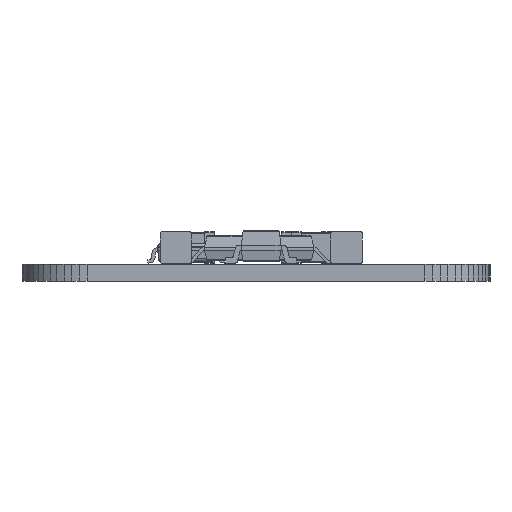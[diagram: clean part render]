
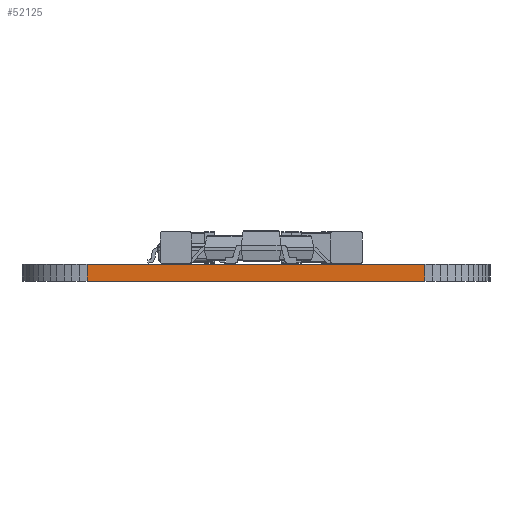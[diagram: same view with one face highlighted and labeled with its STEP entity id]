
A CAD part, front view. The second image highlights one B-rep face of the part: STEP entity #52125.
In plain terms, the highlighted planar face has unit normal (0, -1, 0).
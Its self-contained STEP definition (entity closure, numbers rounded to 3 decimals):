
#44414 = PLANE('',#44415);
#44415 = AXIS2_PLACEMENT_3D('',#44416,#44417,#44418);
#44416 = CARTESIAN_POINT('',(7.62,-23.95,0.68));
#44417 = DIRECTION('',(-0.,-0.,-1.));
#44418 = DIRECTION('',(-1.,0.,0.));
#44468 = PLANE('',#44469);
#44469 = AXIS2_PLACEMENT_3D('',#44470,#44471,#44472);
#44470 = CARTESIAN_POINT('',(7.62,-23.95,0.));
#44471 = DIRECTION('',(-0.,-0.,-1.));
#44472 = DIRECTION('',(-1.,0.,0.));
#45305 = VERTEX_POINT('',#45306);
#45306 = CARTESIAN_POINT('',(14.404,-50.874,0.));
#45320 = PLANE('',#45321);
#45321 = AXIS2_PLACEMENT_3D('',#45322,#45323,#45324);
#45322 = CARTESIAN_POINT('',(14.719,-50.855,0.));
#45323 = DIRECTION('',(0.06,-0.998,0.));
#45324 = DIRECTION('',(-0.998,-0.06,0.));
#45332 = EDGE_CURVE('',#45305,#45333,#45335,.T.);
#45333 = VERTEX_POINT('',#45334);
#45334 = CARTESIAN_POINT('',(0.836,-50.874,0.));
#45335 = SURFACE_CURVE('',#45336,(#45340,#45347),.PCURVE_S1.);
#45336 = LINE('',#45337,#45338);
#45337 = CARTESIAN_POINT('',(14.404,-50.874,0.));
#45338 = VECTOR('',#45339,1.);
#45339 = DIRECTION('',(-1.,0.,0.));
#45340 = PCURVE('',#44468,#45341);
#45341 = DEFINITIONAL_REPRESENTATION('',(#45342),#45346);
#45342 = LINE('',#45343,#45344);
#45343 = CARTESIAN_POINT('',(-6.784,-26.924));
#45344 = VECTOR('',#45345,1.);
#45345 = DIRECTION('',(1.,0.));
#45346 = ( GEOMETRIC_REPRESENTATION_CONTEXT(2) 
PARAMETRIC_REPRESENTATION_CONTEXT() REPRESENTATION_CONTEXT('2D SPACE',''
  ) );
#45347 = PCURVE('',#45348,#45353);
#45348 = PLANE('',#45349);
#45349 = AXIS2_PLACEMENT_3D('',#45350,#45351,#45352);
#45350 = CARTESIAN_POINT('',(14.404,-50.874,0.));
#45351 = DIRECTION('',(0.,-1.,0.));
#45352 = DIRECTION('',(-1.,0.,0.));
#45353 = DEFINITIONAL_REPRESENTATION('',(#45354),#45358);
#45354 = LINE('',#45355,#45356);
#45355 = CARTESIAN_POINT('',(0.,0.));
#45356 = VECTOR('',#45357,1.);
#45357 = DIRECTION('',(1.,0.));
#45358 = ( GEOMETRIC_REPRESENTATION_CONTEXT(2) 
PARAMETRIC_REPRESENTATION_CONTEXT() REPRESENTATION_CONTEXT('2D SPACE',''
  ) );
#45376 = PLANE('',#45377);
#45377 = AXIS2_PLACEMENT_3D('',#45378,#45379,#45380);
#45378 = CARTESIAN_POINT('',(0.836,-50.874,0.));
#45379 = DIRECTION('',(-0.06,-0.998,0.));
#45380 = DIRECTION('',(-0.998,0.06,0.));
#48516 = VERTEX_POINT('',#48517);
#48517 = CARTESIAN_POINT('',(14.404,-50.874,0.68));
#48538 = EDGE_CURVE('',#48516,#48539,#48541,.T.);
#48539 = VERTEX_POINT('',#48540);
#48540 = CARTESIAN_POINT('',(0.836,-50.874,0.68));
#48541 = SURFACE_CURVE('',#48542,(#48546,#48553),.PCURVE_S1.);
#48542 = LINE('',#48543,#48544);
#48543 = CARTESIAN_POINT('',(14.404,-50.874,0.68));
#48544 = VECTOR('',#48545,1.);
#48545 = DIRECTION('',(-1.,0.,0.));
#48546 = PCURVE('',#44414,#48547);
#48547 = DEFINITIONAL_REPRESENTATION('',(#48548),#48552);
#48548 = LINE('',#48549,#48550);
#48549 = CARTESIAN_POINT('',(-6.784,-26.924));
#48550 = VECTOR('',#48551,1.);
#48551 = DIRECTION('',(1.,0.));
#48552 = ( GEOMETRIC_REPRESENTATION_CONTEXT(2) 
PARAMETRIC_REPRESENTATION_CONTEXT() REPRESENTATION_CONTEXT('2D SPACE',''
  ) );
#48553 = PCURVE('',#45348,#48554);
#48554 = DEFINITIONAL_REPRESENTATION('',(#48555),#48559);
#48555 = LINE('',#48556,#48557);
#48556 = CARTESIAN_POINT('',(0.,-0.68));
#48557 = VECTOR('',#48558,1.);
#48558 = DIRECTION('',(1.,0.));
#48559 = ( GEOMETRIC_REPRESENTATION_CONTEXT(2) 
PARAMETRIC_REPRESENTATION_CONTEXT() REPRESENTATION_CONTEXT('2D SPACE',''
  ) );
#52077 = EDGE_CURVE('',#45305,#48516,#52078,.T.);
#52078 = SURFACE_CURVE('',#52079,(#52083,#52090),.PCURVE_S1.);
#52079 = LINE('',#52080,#52081);
#52080 = CARTESIAN_POINT('',(14.404,-50.874,0.));
#52081 = VECTOR('',#52082,1.);
#52082 = DIRECTION('',(0.,0.,1.));
#52083 = PCURVE('',#45320,#52084);
#52084 = DEFINITIONAL_REPRESENTATION('',(#52085),#52089);
#52085 = LINE('',#52086,#52087);
#52086 = CARTESIAN_POINT('',(0.316,0.));
#52087 = VECTOR('',#52088,1.);
#52088 = DIRECTION('',(0.,-1.));
#52089 = ( GEOMETRIC_REPRESENTATION_CONTEXT(2) 
PARAMETRIC_REPRESENTATION_CONTEXT() REPRESENTATION_CONTEXT('2D SPACE',''
  ) );
#52090 = PCURVE('',#45348,#52091);
#52091 = DEFINITIONAL_REPRESENTATION('',(#52092),#52096);
#52092 = LINE('',#52093,#52094);
#52093 = CARTESIAN_POINT('',(0.,0.));
#52094 = VECTOR('',#52095,1.);
#52095 = DIRECTION('',(0.,-1.));
#52096 = ( GEOMETRIC_REPRESENTATION_CONTEXT(2) 
PARAMETRIC_REPRESENTATION_CONTEXT() REPRESENTATION_CONTEXT('2D SPACE',''
  ) );
#52125 = ADVANCED_FACE('',(#52126),#45348,.T.);
#52126 = FACE_BOUND('',#52127,.T.);
#52127 = EDGE_LOOP('',(#52128,#52129,#52130,#52151));
#52128 = ORIENTED_EDGE('',*,*,#52077,.T.);
#52129 = ORIENTED_EDGE('',*,*,#48538,.T.);
#52130 = ORIENTED_EDGE('',*,*,#52131,.F.);
#52131 = EDGE_CURVE('',#45333,#48539,#52132,.T.);
#52132 = SURFACE_CURVE('',#52133,(#52137,#52144),.PCURVE_S1.);
#52133 = LINE('',#52134,#52135);
#52134 = CARTESIAN_POINT('',(0.836,-50.874,0.));
#52135 = VECTOR('',#52136,1.);
#52136 = DIRECTION('',(0.,0.,1.));
#52137 = PCURVE('',#45348,#52138);
#52138 = DEFINITIONAL_REPRESENTATION('',(#52139),#52143);
#52139 = LINE('',#52140,#52141);
#52140 = CARTESIAN_POINT('',(13.569,0.));
#52141 = VECTOR('',#52142,1.);
#52142 = DIRECTION('',(0.,-1.));
#52143 = ( GEOMETRIC_REPRESENTATION_CONTEXT(2) 
PARAMETRIC_REPRESENTATION_CONTEXT() REPRESENTATION_CONTEXT('2D SPACE',''
  ) );
#52144 = PCURVE('',#45376,#52145);
#52145 = DEFINITIONAL_REPRESENTATION('',(#52146),#52150);
#52146 = LINE('',#52147,#52148);
#52147 = CARTESIAN_POINT('',(0.,0.));
#52148 = VECTOR('',#52149,1.);
#52149 = DIRECTION('',(0.,-1.));
#52150 = ( GEOMETRIC_REPRESENTATION_CONTEXT(2) 
PARAMETRIC_REPRESENTATION_CONTEXT() REPRESENTATION_CONTEXT('2D SPACE',''
  ) );
#52151 = ORIENTED_EDGE('',*,*,#45332,.F.);
